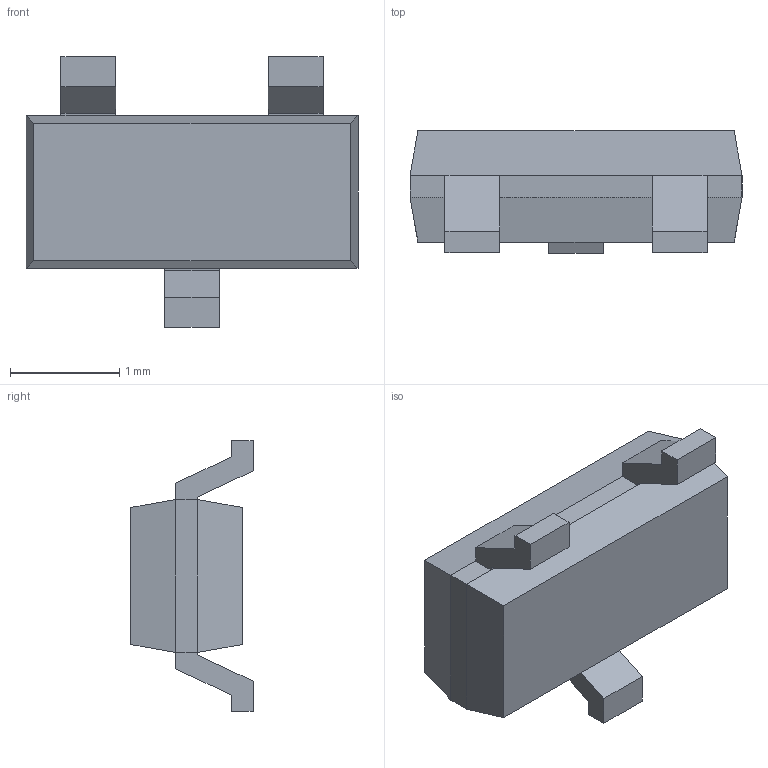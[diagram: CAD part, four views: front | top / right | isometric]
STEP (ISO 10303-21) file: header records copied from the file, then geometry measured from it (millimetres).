
FILE_DESCRIPTION(('3D model data'),'2;1') ;
FILE_NAME('SP0502BAHTG.step','2024-01-01T00:00:00',(''),(''),'EsoCore Library','Unspecified','') ;
FILE_SCHEMA(('AUTOMOTIVE_DESIGN')) ;
Length unit declared in the file: millimetre
Products named in the file (1): SP0502BAHTG
Bounding box: 3.04 x 1.12 x 2.48 mm (x, y, z)
Volume: 4.3 mm3; surface area: 20.4 mm2
Topology: 4 solids, 4 shells, 51 faces, 153 edges, 117 vertices
Faces by surface type: plane 51
Entity records: 2346 total; most frequent: CARTESIAN_POINT 582, ORIENTED_EDGE 306, DIRECTION 204, EDGE_CURVE 153, VERTEX_POINT 117, LINE 100, VECTOR 100, FACE_BOUND 58
